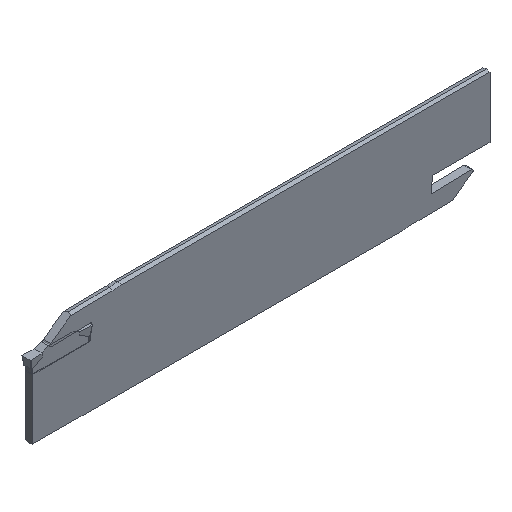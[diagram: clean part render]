
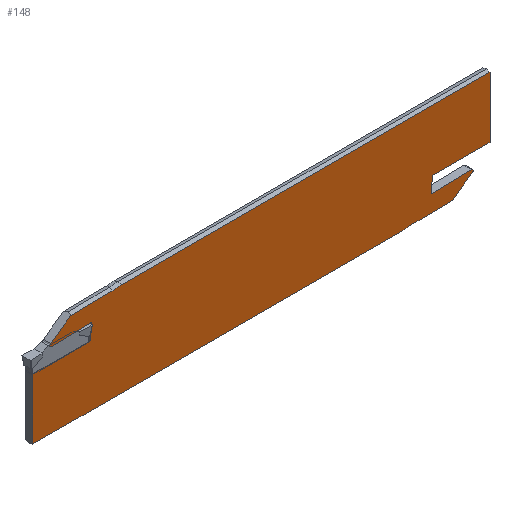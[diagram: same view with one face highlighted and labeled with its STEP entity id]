
A CAD part, isometric view. The second image highlights one B-rep face of the part: STEP entity #148.
In plain terms, the highlighted planar face has unit normal (0, -1, 0).
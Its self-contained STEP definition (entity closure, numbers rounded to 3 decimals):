
#96=CIRCLE('',#1385,25.325);
#97=CIRCLE('',#1386,0.6);
#98=CIRCLE('',#1387,25.325);
#99=CIRCLE('',#1388,0.6);
#148=ADVANCED_FACE('',(#260),#198,.T.);
#198=PLANE('',#1389);
#260=FACE_OUTER_BOUND('',#328,.T.);
#328=EDGE_LOOP('',(#598,#599,#600,#601,#602,#603,#604,#605,#606,#607,#608,
#609,#610,#611,#612,#613,#614,#615,#616,#617));
#598=ORIENTED_EDGE('',*,*,#973,.T.);
#599=ORIENTED_EDGE('',*,*,#974,.T.);
#600=ORIENTED_EDGE('',*,*,#975,.T.);
#601=ORIENTED_EDGE('',*,*,#976,.T.);
#602=ORIENTED_EDGE('',*,*,#977,.T.);
#603=ORIENTED_EDGE('',*,*,#978,.F.);
#604=ORIENTED_EDGE('',*,*,#979,.T.);
#605=ORIENTED_EDGE('',*,*,#980,.T.);
#606=ORIENTED_EDGE('',*,*,#981,.T.);
#607=ORIENTED_EDGE('',*,*,#982,.T.);
#608=ORIENTED_EDGE('',*,*,#983,.T.);
#609=ORIENTED_EDGE('',*,*,#984,.T.);
#610=ORIENTED_EDGE('',*,*,#985,.F.);
#611=ORIENTED_EDGE('',*,*,#968,.F.);
#612=ORIENTED_EDGE('',*,*,#986,.T.);
#613=ORIENTED_EDGE('',*,*,#987,.F.);
#614=ORIENTED_EDGE('',*,*,#988,.T.);
#615=ORIENTED_EDGE('',*,*,#989,.T.);
#616=ORIENTED_EDGE('',*,*,#990,.T.);
#617=ORIENTED_EDGE('',*,*,#991,.T.);
#812=VERTEX_POINT('',#2122);
#813=VERTEX_POINT('',#2124);
#816=VERTEX_POINT('',#2134);
#817=VERTEX_POINT('',#2135);
#818=VERTEX_POINT('',#2137);
#819=VERTEX_POINT('',#2139);
#820=VERTEX_POINT('',#2141);
#821=VERTEX_POINT('',#2143);
#822=VERTEX_POINT('',#2145);
#823=VERTEX_POINT('',#2147);
#824=VERTEX_POINT('',#2149);
#825=VERTEX_POINT('',#2151);
#826=VERTEX_POINT('',#2153);
#827=VERTEX_POINT('',#2155);
#828=VERTEX_POINT('',#2157);
#829=VERTEX_POINT('',#2160);
#830=VERTEX_POINT('',#2162);
#831=VERTEX_POINT('',#2164);
#832=VERTEX_POINT('',#2166);
#833=VERTEX_POINT('',#2168);
#968=EDGE_CURVE('',#812,#813,#1110,.T.);
#973=EDGE_CURVE('',#816,#817,#1115,.T.);
#974=EDGE_CURVE('',#817,#818,#1116,.T.);
#975=EDGE_CURVE('',#818,#819,#1117,.T.);
#976=EDGE_CURVE('',#819,#820,#1118,.T.);
#977=EDGE_CURVE('',#820,#821,#1119,.T.);
#978=EDGE_CURVE('',#822,#821,#96,.T.);
#979=EDGE_CURVE('',#822,#823,#1120,.T.);
#980=EDGE_CURVE('',#823,#824,#1121,.T.);
#981=EDGE_CURVE('',#824,#825,#97,.T.);
#982=EDGE_CURVE('',#825,#826,#1122,.T.);
#983=EDGE_CURVE('',#826,#827,#1123,.T.);
#984=EDGE_CURVE('',#827,#828,#1124,.T.);
#985=EDGE_CURVE('',#813,#828,#1125,.T.);
#986=EDGE_CURVE('',#812,#829,#1126,.T.);
#987=EDGE_CURVE('',#830,#829,#98,.T.);
#988=EDGE_CURVE('',#830,#831,#1127,.T.);
#989=EDGE_CURVE('',#831,#832,#1128,.T.);
#990=EDGE_CURVE('',#832,#833,#99,.T.);
#991=EDGE_CURVE('',#833,#816,#1129,.T.);
#1110=LINE('',#2123,#1246);
#1115=LINE('',#2133,#1251);
#1116=LINE('',#2136,#1252);
#1117=LINE('',#2138,#1253);
#1118=LINE('',#2140,#1254);
#1119=LINE('',#2142,#1255);
#1120=LINE('',#2146,#1256);
#1121=LINE('',#2148,#1257);
#1122=LINE('',#2152,#1258);
#1123=LINE('',#2154,#1259);
#1124=LINE('',#2156,#1260);
#1125=LINE('',#2158,#1261);
#1126=LINE('',#2159,#1262);
#1127=LINE('',#2163,#1263);
#1128=LINE('',#2165,#1264);
#1129=LINE('',#2169,#1265);
#1246=VECTOR('',#1623,1.);
#1251=VECTOR('',#1632,1.);
#1252=VECTOR('',#1633,1.);
#1253=VECTOR('',#1634,1.);
#1254=VECTOR('',#1635,1.);
#1255=VECTOR('',#1636,1.);
#1256=VECTOR('',#1639,1.);
#1257=VECTOR('',#1640,1.);
#1258=VECTOR('',#1643,1.);
#1259=VECTOR('',#1644,1.);
#1260=VECTOR('',#1645,1.);
#1261=VECTOR('',#1646,1.);
#1262=VECTOR('',#1647,1.);
#1263=VECTOR('',#1650,1.);
#1264=VECTOR('',#1651,1.);
#1265=VECTOR('',#1654,1.);
#1385=AXIS2_PLACEMENT_3D('',#2144,#1637,#1638);
#1386=AXIS2_PLACEMENT_3D('',#2150,#1641,#1642);
#1387=AXIS2_PLACEMENT_3D('',#2161,#1648,#1649);
#1388=AXIS2_PLACEMENT_3D('',#2167,#1652,#1653);
#1389=AXIS2_PLACEMENT_3D('',#2170,#1655,#1656);
#1623=DIRECTION('',(-1.,0.,0.));
#1632=DIRECTION('',(0.105,0.,0.995));
#1633=DIRECTION('',(1.,0.,0.));
#1634=DIRECTION('',(0.,0.,1.));
#1635=DIRECTION('',(-1.,0.,0.));
#1636=DIRECTION('',(0.109,0.,-0.994));
#1637=DIRECTION('',(0.,-1.,0.));
#1638=DIRECTION('',(0.,0.,-1.));
#1639=DIRECTION('',(-1.,0.,-0.017));
#1640=DIRECTION('',(-0.819,0.,-0.574));
#1641=DIRECTION('',(0.,-1.,0.));
#1642=DIRECTION('',(0.,0.,-1.));
#1643=DIRECTION('',(1.,0.,0.026));
#1644=DIRECTION('',(-0.105,0.,-0.995));
#1645=DIRECTION('',(-1.,0.,0.));
#1646=DIRECTION('',(0.,0.,1.));
#1647=DIRECTION('',(-0.109,0.,0.994));
#1648=DIRECTION('',(0.,-1.,0.));
#1649=DIRECTION('',(0.,0.,1.));
#1650=DIRECTION('',(1.,0.,0.017));
#1651=DIRECTION('',(0.819,0.,0.574));
#1652=DIRECTION('',(0.,-1.,0.));
#1653=DIRECTION('',(0.,0.,1.));
#1654=DIRECTION('',(-1.,0.,-0.026));
#1655=DIRECTION('',(0.,-1.,0.));
#1656=DIRECTION('',(0.,0.,-1.));
#2122=CARTESIAN_POINT('',(120.965,0.,-24.357));
#2123=CARTESIAN_POINT('',(150.,0.,-24.357));
#2124=CARTESIAN_POINT('',(0.,0.,-24.357));
#2133=CARTESIAN_POINT('',(130.994,0.,-15.206));
#2134=CARTESIAN_POINT('',(130.639,0.,-18.578));
#2135=CARTESIAN_POINT('',(131.162,0.,-13.6));
#2136=CARTESIAN_POINT('',(150.2,0.,-13.6));
#2137=CARTESIAN_POINT('',(150.,0.,-13.6));
#2138=CARTESIAN_POINT('',(150.,0.,-24.357));
#2139=CARTESIAN_POINT('',(150.,0.,6.357));
#2140=CARTESIAN_POINT('',(150.,0.,6.357));
#2141=CARTESIAN_POINT('',(29.035,0.,6.357));
#2142=CARTESIAN_POINT('',(28.929,0.,7.329));
#2143=CARTESIAN_POINT('',(29.035,0.,6.356));
#2144=CARTESIAN_POINT('',(25.844,0.,31.478));
#2145=CARTESIAN_POINT('',(26.28,0.,6.157));
#2146=CARTESIAN_POINT('',(26.28,0.,6.157));
#2147=CARTESIAN_POINT('',(12.363,0.,5.915));
#2148=CARTESIAN_POINT('',(5.807,0.,1.324));
#2149=CARTESIAN_POINT('',(5.807,0.,1.324));
#2150=CARTESIAN_POINT('',(6.151,0.,0.832));
#2151=CARTESIAN_POINT('',(6.167,0.,0.233));
#2152=CARTESIAN_POINT('',(14.521,0.,0.451));
#2153=CARTESIAN_POINT('',(19.361,0.,0.578));
#2154=CARTESIAN_POINT('',(19.006,0.,-2.794));
#2155=CARTESIAN_POINT('',(18.838,0.,-4.4));
#2156=CARTESIAN_POINT('',(-0.2,0.,-4.4));
#2157=CARTESIAN_POINT('',(0.,0.,-4.4));
#2158=CARTESIAN_POINT('',(0.,0.,-24.357));
#2159=CARTESIAN_POINT('',(121.071,0.,-25.329));
#2160=CARTESIAN_POINT('',(120.965,0.,-24.356));
#2161=CARTESIAN_POINT('',(124.156,0.,-49.478));
#2162=CARTESIAN_POINT('',(123.72,0.,-24.157));
#2163=CARTESIAN_POINT('',(123.72,0.,-24.157));
#2164=CARTESIAN_POINT('',(137.637,0.,-23.915));
#2165=CARTESIAN_POINT('',(144.193,0.,-19.324));
#2166=CARTESIAN_POINT('',(144.193,0.,-19.324));
#2167=CARTESIAN_POINT('',(143.849,0.,-18.832));
#2168=CARTESIAN_POINT('',(143.833,0.,-18.233));
#2169=CARTESIAN_POINT('',(135.479,0.,-18.451));
#2170=CARTESIAN_POINT('',(150.,0.,-24.357));
